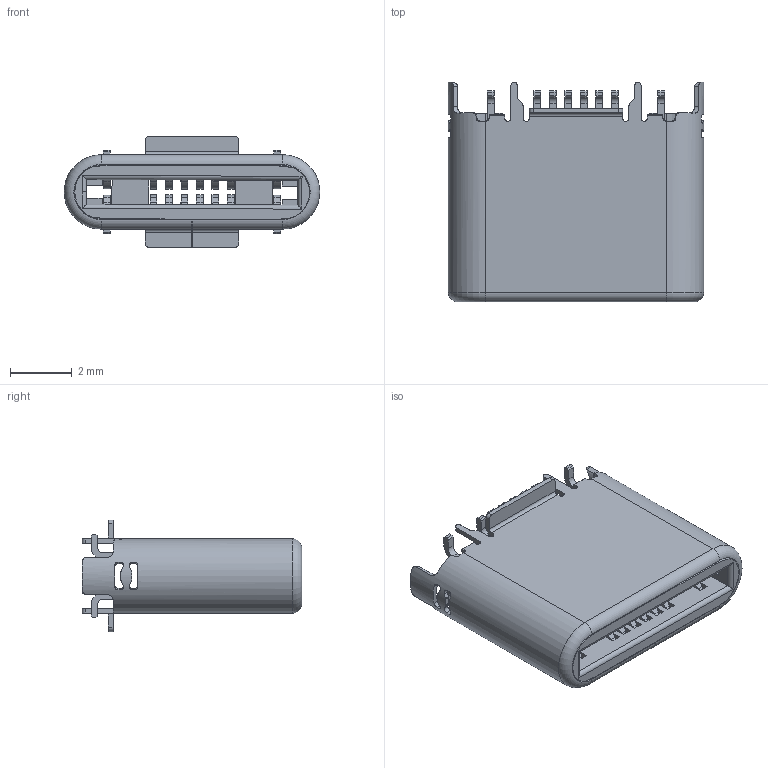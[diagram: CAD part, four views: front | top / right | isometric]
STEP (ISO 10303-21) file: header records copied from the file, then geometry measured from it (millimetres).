
FILE_DESCRIPTION(/* description */ ('Unknown','CAx-IF Rec.Pracs.---Representation and Presentation of Product Manufacturing Information (PMI)---4.0---2014-10-13','CAx-IF Rec.Pracs.---3D Tessellated Geometry---0.4---2014-09-14','2;1'),/* implementation_level */ '2;1');
FILE_NAME(/* name */ '629712010214',/* time_stamp */ '2021-10-21T15:08:48+08:00',/* author */ ('Unknown'),/* organization */ ('Unknown'),/* preprocessor_version */ 'ST-DEVELOPER v16.7',/* originating_system */ 'Solid Edge',/* authorisation */ 'Unknown');
FILE_SCHEMA (('AP242_MANAGED_MODEL_BASED_3D_ENGINEERING_MIM_LF { 1 0 10303 442 1 1 4 }'));
Length unit declared in the file: millimetre
Products named in the file (6): 629712010214; 629712010214_Peg; 629712010214_Ground spring; 629712010214_Shielding; 629712010214_Housing; 629712010214_Pin
Assembly tree (21 placements, depth 2):
  629712010214
    629712010214_Peg  x2
    629712010214_Ground spring
    629712010214_Shielding
    629712010214_Housing
    629712010214_Pin  x16
Bounding box: 8.25 x 7.1 x 3.6 mm (x, y, z)
Volume: 50.8 mm3; surface area: 562.6 mm2
Topology: 18 solids, 18 shells, 1180 faces, 3398 edges, 2250 vertices
Faces by surface type: plane 718, cylinder 451, cone 5, torus 4, bspline 2
Entity records: 19899 total; most frequent: CARTESIAN_POINT 4204, ORIENTED_EDGE 3436, DIRECTION 3040, EDGE_CURVE 1718, LINE 1188, VECTOR 1188, VERTEX_POINT 1140, AXIS2_PLACEMENT_3D 926
